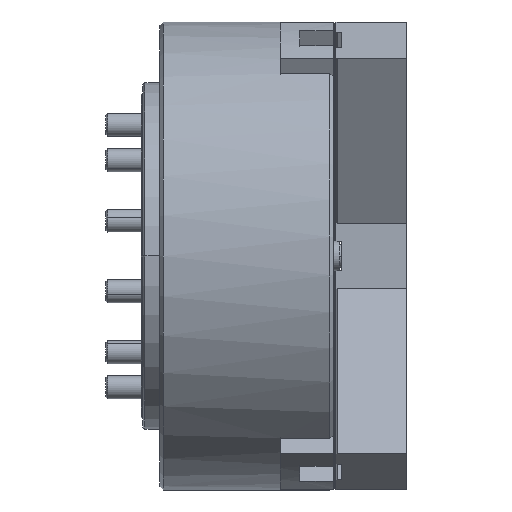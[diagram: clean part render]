
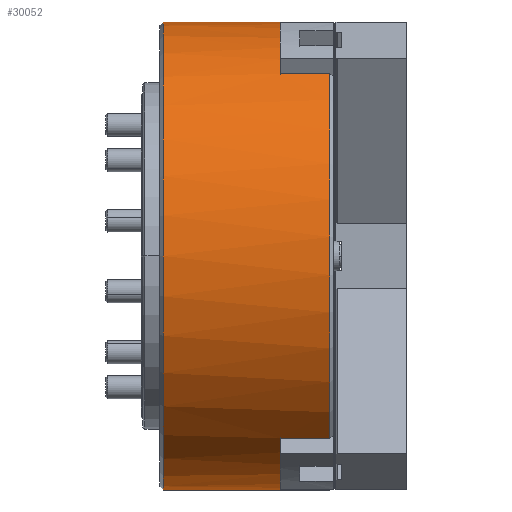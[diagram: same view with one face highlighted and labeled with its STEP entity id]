
A CAD part, front view. The second image highlights one B-rep face of the part: STEP entity #30052.
In plain terms, the highlighted cylindrical face has radius 202.5 mm (diameter 405 mm), a partial arc.
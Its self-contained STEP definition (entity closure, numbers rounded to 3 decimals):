
#793 = VERTEX_POINT ( 'NONE', #49791 ) ;
#2354 = VERTEX_POINT ( 'NONE', #43601 ) ;
#3107 = DIRECTION ( 'NONE',  ( 1., 0., 0. ) ) ;
#4317 = EDGE_CURVE ( 'NONE', #46365, #56105, #11798, .T. ) ;
#4419 = CIRCLE ( 'NONE', #51652, 202.5 ) ;
#5368 = LINE ( 'NONE', #56709, #55192 ) ;
#5628 = CARTESIAN_POINT ( 'NONE',  ( 147., 0., 0. ) ) ;
#5930 = CARTESIAN_POINT ( 'NONE',  ( 3., 0., 0. ) ) ;
#7333 = CARTESIAN_POINT ( 'NONE',  ( 104., -126.903, -157.803 ) ) ;
#7845 = EDGE_CURVE ( 'NONE', #57613, #41399, #47693, .T. ) ;
#8316 = EDGE_CURVE ( 'NONE', #58682, #46365, #44506, .T. ) ;
#9645 = DIRECTION ( 'NONE',  ( 1., 0., 0. ) ) ;
#9734 = CARTESIAN_POINT ( 'NONE',  ( 147., 0., -202.5 ) ) ;
#10615 = DIRECTION ( 'NONE',  ( 0., 0., 1. ) ) ;
#10671 = AXIS2_PLACEMENT_3D ( 'NONE', #48159, #18390, #53185 ) ;
#10811 = DIRECTION ( 'NONE',  ( -1., 0., 0. ) ) ;
#10895 = DIRECTION ( 'NONE',  ( 0., 0., -1. ) ) ;
#11160 = CIRCLE ( 'NONE', #46063, 202.5 ) ;
#11246 = VERTEX_POINT ( 'NONE', #11707 ) ;
#11707 = CARTESIAN_POINT ( 'NONE',  ( 147., -73.21, 188.803 ) ) ;
#11778 = CARTESIAN_POINT ( 'NONE',  ( 147., 0., 202.5 ) ) ;
#11780 = VERTEX_POINT ( 'NONE', #45959 ) ;
#11798 = CIRCLE ( 'NONE', #62392, 202.5 ) ;
#12023 = ORIENTED_EDGE ( 'NONE', *, *, #7845, .F. ) ;
#12532 = VECTOR ( 'NONE', #26118, 1000. ) ;
#13132 = VERTEX_POINT ( 'NONE', #9734 ) ;
#13630 = ORIENTED_EDGE ( 'NONE', *, *, #27162, .F. ) ;
#13906 = CIRCLE ( 'NONE', #53300, 202.5 ) ;
#16122 = CARTESIAN_POINT ( 'NONE',  ( -10.155, -126.903, 157.803 ) ) ;
#16242 = ORIENTED_EDGE ( 'NONE', *, *, #50036, .T. ) ;
#17152 = CIRCLE ( 'NONE', #37558, 202.5 ) ;
#18077 = VECTOR ( 'NONE', #48287, 1000. ) ;
#18156 = EDGE_CURVE ( 'NONE', #11780, #793, #38934, .T. ) ;
#18390 = DIRECTION ( 'NONE',  ( -1., 0., 0. ) ) ;
#18902 = ORIENTED_EDGE ( 'NONE', *, *, #8316, .T. ) ;
#19448 = CARTESIAN_POINT ( 'NONE',  ( -10.155, -73.21, -188.803 ) ) ;
#19485 = LINE ( 'NONE', #50906, #56037 ) ;
#20229 = CYLINDRICAL_SURFACE ( 'NONE', #24612, 202.5 ) ;
#20663 = ORIENTED_EDGE ( 'NONE', *, *, #36357, .T. ) ;
#22192 = ORIENTED_EDGE ( 'NONE', *, *, #44718, .F. ) ;
#22585 = ORIENTED_EDGE ( 'NONE', *, *, #4317, .T. ) ;
#24612 = AXIS2_PLACEMENT_3D ( 'NONE', #27440, #37160, #57271 ) ;
#24760 = CARTESIAN_POINT ( 'NONE',  ( 104., -73.21, -188.803 ) ) ;
#26118 = DIRECTION ( 'NONE',  ( 1., 0., 0. ) ) ;
#27162 = EDGE_CURVE ( 'NONE', #44780, #57613, #11160, .T. ) ;
#27440 = CARTESIAN_POINT ( 'NONE',  ( -10.155, 0., 0. ) ) ;
#28208 = CARTESIAN_POINT ( 'NONE',  ( 147., 0., 0. ) ) ;
#28288 = CARTESIAN_POINT ( 'NONE',  ( -10.155, 0., 202.5 ) ) ;
#28463 = DIRECTION ( 'NONE',  ( 1., 0., 0. ) ) ;
#29055 = ORIENTED_EDGE ( 'NONE', *, *, #18156, .F. ) ;
#29306 = CARTESIAN_POINT ( 'NONE',  ( 147., -73.21, -188.803 ) ) ;
#30052 = ADVANCED_FACE ( 'NONE', ( #59964 ), #20229, .T. ) ;
#32866 = CARTESIAN_POINT ( 'NONE',  ( 104., 0., 0. ) ) ;
#33200 = DIRECTION ( 'NONE',  ( 0., 0., 1. ) ) ;
#33831 = ORIENTED_EDGE ( 'NONE', *, *, #44068, .F. ) ;
#35739 = CARTESIAN_POINT ( 'NONE',  ( -10.155, 0., -202.5 ) ) ;
#35916 = LINE ( 'NONE', #35739, #60949 ) ;
#36357 = EDGE_CURVE ( 'NONE', #13132, #41399, #13906, .T. ) ;
#37160 = DIRECTION ( 'NONE',  ( -1., 0., 0. ) ) ;
#37373 = EDGE_CURVE ( 'NONE', #39175, #11780, #4419, .T. ) ;
#37558 = AXIS2_PLACEMENT_3D ( 'NONE', #28208, #63049, #33200 ) ;
#37817 = DIRECTION ( 'NONE',  ( 0., 1., 0. ) ) ;
#38934 = LINE ( 'NONE', #16122, #12532 ) ;
#39175 = VERTEX_POINT ( 'NONE', #43983 ) ;
#40331 = DIRECTION ( 'NONE',  ( -1., 0., 0. ) ) ;
#40638 = DIRECTION ( 'NONE',  ( 1., 0., 0. ) ) ;
#41399 = VERTEX_POINT ( 'NONE', #29306 ) ;
#41402 = CARTESIAN_POINT ( 'NONE',  ( 3., 0., -202.5 ) ) ;
#42020 = EDGE_LOOP ( 'NONE', ( #53203, #20663, #12023, #13630, #33831, #16242, #29055, #58715, #22192, #46471, #18902, #22585 ) ) ;
#43379 = CARTESIAN_POINT ( 'NONE',  ( 3., 0., 202.5 ) ) ;
#43601 = CARTESIAN_POINT ( 'NONE',  ( 147., -126.903, -157.803 ) ) ;
#43983 = CARTESIAN_POINT ( 'NONE',  ( 104., -73.21, 188.803 ) ) ;
#44068 = EDGE_CURVE ( 'NONE', #2354, #44780, #19485, .T. ) ;
#44506 = LINE ( 'NONE', #28288, #18077 ) ;
#44718 = EDGE_CURVE ( 'NONE', #11246, #39175, #5368, .T. ) ;
#44780 = VERTEX_POINT ( 'NONE', #7333 ) ;
#45959 = CARTESIAN_POINT ( 'NONE',  ( 104., -126.903, 157.803 ) ) ;
#46063 = AXIS2_PLACEMENT_3D ( 'NONE', #58280, #28463, #63264 ) ;
#46091 = VECTOR ( 'NONE', #9645, 1000. ) ;
#46365 = VERTEX_POINT ( 'NONE', #43379 ) ;
#46471 = ORIENTED_EDGE ( 'NONE', *, *, #52989, .T. ) ;
#47693 = LINE ( 'NONE', #19448, #46091 ) ;
#48159 = CARTESIAN_POINT ( 'NONE',  ( 147., 0., 0. ) ) ;
#48287 = DIRECTION ( 'NONE',  ( -1., 0., 0. ) ) ;
#48758 = CIRCLE ( 'NONE', #10671, 202.5 ) ;
#49791 = CARTESIAN_POINT ( 'NONE',  ( 147., -126.903, 157.803 ) ) ;
#50036 = EDGE_CURVE ( 'NONE', #2354, #793, #17152, .T. ) ;
#50906 = CARTESIAN_POINT ( 'NONE',  ( -10.155, -126.903, -157.803 ) ) ;
#51652 = AXIS2_PLACEMENT_3D ( 'NONE', #32866, #3107, #37817 ) ;
#51697 = DIRECTION ( 'NONE',  ( -1., 0., 0. ) ) ;
#52989 = EDGE_CURVE ( 'NONE', #11246, #58682, #48758, .T. ) ;
#53185 = DIRECTION ( 'NONE',  ( 0., 0., 1. ) ) ;
#53203 = ORIENTED_EDGE ( 'NONE', *, *, #63604, .F. ) ;
#53300 = AXIS2_PLACEMENT_3D ( 'NONE', #5628, #40331, #10615 ) ;
#55192 = VECTOR ( 'NONE', #51697, 1000. ) ;
#55929 = DIRECTION ( 'NONE',  ( -1., 0., 0. ) ) ;
#56037 = VECTOR ( 'NONE', #55929, 1000. ) ;
#56105 = VERTEX_POINT ( 'NONE', #41402 ) ;
#56709 = CARTESIAN_POINT ( 'NONE',  ( -10.155, -73.21, 188.803 ) ) ;
#57271 = DIRECTION ( 'NONE',  ( 0., 0., 1. ) ) ;
#57613 = VERTEX_POINT ( 'NONE', #24760 ) ;
#58280 = CARTESIAN_POINT ( 'NONE',  ( 104., 0., 0. ) ) ;
#58682 = VERTEX_POINT ( 'NONE', #11778 ) ;
#58715 = ORIENTED_EDGE ( 'NONE', *, *, #37373, .F. ) ;
#59964 = FACE_OUTER_BOUND ( 'NONE', #42020, .T. ) ;
#60949 = VECTOR ( 'NONE', #10811, 1000. ) ;
#62392 = AXIS2_PLACEMENT_3D ( 'NONE', #5930, #40638, #10895 ) ;
#63049 = DIRECTION ( 'NONE',  ( -1., 0., 0. ) ) ;
#63264 = DIRECTION ( 'NONE',  ( 0., 1., 0. ) ) ;
#63604 = EDGE_CURVE ( 'NONE', #13132, #56105, #35916, .T. ) ;
